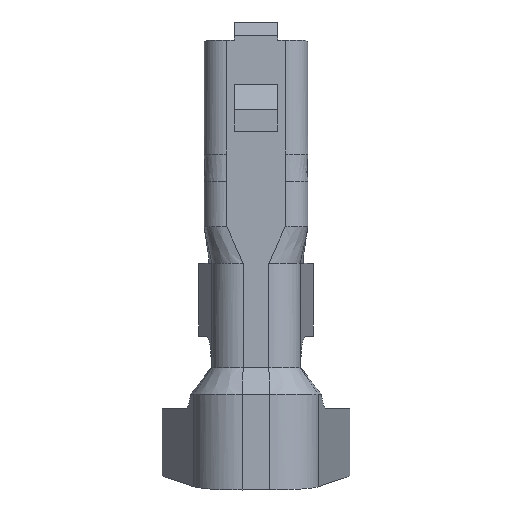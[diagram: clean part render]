
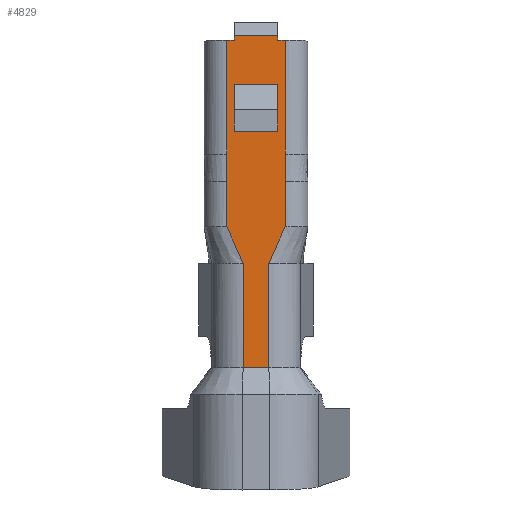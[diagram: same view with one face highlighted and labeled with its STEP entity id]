
A CAD part, front view. The second image highlights one B-rep face of the part: STEP entity #4829.
In plain terms, the highlighted planar face has unit normal (0, -1, 0).
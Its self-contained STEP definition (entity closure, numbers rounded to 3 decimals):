
#15=CARTESIAN_POINT('',(-0.141,-1.74,-2.65));
#17=DIRECTION('',(0.,0.,-1.));
#18=VECTOR('',#17,1.148);
#19=CARTESIAN_POINT('',(-0.141,-1.74,-2.65));
#20=LINE('',#19,#18);
#40=DIRECTION('',(0.,0.,-1.));
#41=VECTOR('',#40,0.5);
#42=CARTESIAN_POINT('',(-0.32,-1.74,-1.75));
#43=LINE('',#42,#41);
#44=CARTESIAN_POINT('',(-0.32,-1.74,-2.25));
#70=DIRECTION('',(0.,0.,-1.));
#71=VECTOR('',#70,1.25);
#72=CARTESIAN_POINT('',(-0.32,-1.74,-0.2));
#73=LINE('',#72,#71);
#93=DIRECTION('',(-1.,0.,0.));
#94=VECTOR('',#93,0.08);
#95=CARTESIAN_POINT('',(0.32,-1.74,-0.2));
#96=LINE('',#95,#94);
#109=DIRECTION('',(-1.,0.,0.));
#110=VECTOR('',#109,0.08);
#111=CARTESIAN_POINT('',(-0.24,-1.74,-0.2));
#112=LINE('',#111,#110);
#1325=DIRECTION('',(1.,0.,0.));
#1326=VECTOR('',#1325,0.48);
#1327=CARTESIAN_POINT('',(-0.24,-1.74,-0.15));
#1328=LINE('',#1327,#1326);
#1329=DIRECTION('',(0.,0.,-1.));
#1330=VECTOR('',#1329,1.25);
#1331=CARTESIAN_POINT('',(0.32,-1.74,-0.2));
#1332=LINE('',#1331,#1330);
#1333=DIRECTION('',(0.,0.,-1.));
#1334=VECTOR('',#1333,0.5);
#1335=CARTESIAN_POINT('',(0.32,-1.74,-1.75));
#1336=LINE('',#1335,#1334);
#1337=DIRECTION('',(0.,0.,-1.));
#1338=VECTOR('',#1337,1.148);
#1339=CARTESIAN_POINT('',(0.141,-1.74,-2.65));
#1340=LINE('',#1339,#1338);
#1341=DIRECTION('',(1.,0.,0.));
#1342=VECTOR('',#1341,0.281);
#1343=CARTESIAN_POINT('',(-0.141,-1.74,
-3.798));
#1344=LINE('',#1343,#1342);
#1345=CARTESIAN_POINT('',(-0.141,-1.74,-2.65));
#1346=CARTESIAN_POINT('',(-0.2,-1.74,-2.517));
#1347=CARTESIAN_POINT('',(-0.26,-1.74,-2.383));
#1348=CARTESIAN_POINT('',(-0.32,-1.74,-2.25));
#1350=CARTESIAN_POINT('',(-0.32,-1.74,-1.75));
#1351=CARTESIAN_POINT('',(-0.32,-1.74,-1.65));
#1352=CARTESIAN_POINT('',(-0.32,-1.74,-1.55));
#1353=CARTESIAN_POINT('',(-0.32,-1.74,-1.45));
#1355=DIRECTION('',(0.,0.,-1.));
#1356=VECTOR('',#1355,0.05);
#1357=CARTESIAN_POINT('',(-0.24,-1.74,-0.15));
#1358=LINE('',#1357,#1356);
#1359=DIRECTION('',(0.,0.,-1.));
#1360=VECTOR('',#1359,0.314);
#1361=CARTESIAN_POINT('',(-0.24,-1.74,-0.886));
#1362=LINE('',#1361,#1360);
#1363=DIRECTION('',(1.,0.,0.));
#1364=VECTOR('',#1363,0.48);
#1365=CARTESIAN_POINT('',(-0.24,-1.74,-1.2));
#1366=LINE('',#1365,#1364);
#1367=DIRECTION('',(0.,0.,-1.));
#1368=VECTOR('',#1367,0.314);
#1369=CARTESIAN_POINT('',(0.24,-1.74,-0.886));
#1370=LINE('',#1369,#1368);
#1371=DIRECTION('',(0.,0.,-1.));
#1372=VECTOR('',#1371,0.205);
#1373=CARTESIAN_POINT('',(0.24,-1.74,-0.682));
#1374=LINE('',#1373,#1372);
#1375=DIRECTION('',(1.,0.,0.));
#1376=VECTOR('',#1375,0.48);
#1377=CARTESIAN_POINT('',(-0.24,-1.74,-0.682));
#1378=LINE('',#1377,#1376);
#1379=DIRECTION('',(0.,0.,-1.));
#1380=VECTOR('',#1379,0.205);
#1381=CARTESIAN_POINT('',(-0.24,-1.74,-0.682));
#1382=LINE('',#1381,#1380);
#1391=DIRECTION('',(0.,0.,-1.));
#1392=VECTOR('',#1391,0.05);
#1393=CARTESIAN_POINT('',(0.24,-1.74,-0.15));
#1394=LINE('',#1393,#1392);
#1423=CARTESIAN_POINT('',(0.32,-1.74,-1.75));
#1424=CARTESIAN_POINT('',(0.32,-1.74,-1.65));
#1425=CARTESIAN_POINT('',(0.32,-1.74,-1.55));
#1426=CARTESIAN_POINT('',(0.32,-1.74,-1.45));
#2113=CARTESIAN_POINT('',(0.141,-1.74,-2.65));
#2138=CARTESIAN_POINT('',(0.141,-1.74,-2.65));
#2139=CARTESIAN_POINT('',(0.2,-1.74,-2.517));
#2140=CARTESIAN_POINT('',(0.26,-1.74,-2.383));
#2141=CARTESIAN_POINT('',(0.32,-1.74,-2.25));
#2171=CARTESIAN_POINT('',(0.32,-1.74,-2.25));
#2445=CARTESIAN_POINT('',(-0.24,-1.74,-0.2));
#2447=VERTEX_POINT('',#2445);
#2448=CARTESIAN_POINT('',(0.24,-1.74,-0.2));
#2450=VERTEX_POINT('',#2448);
#2452=CARTESIAN_POINT('',(0.32,-1.74,-0.2));
#2453=VERTEX_POINT('',#2452);
#2454=CARTESIAN_POINT('',(-0.32,-1.74,-0.2));
#2455=VERTEX_POINT('',#2454);
#2456=CARTESIAN_POINT('',(-0.141,-1.74,-3.798));
#2458=VERTEX_POINT('',#2456);
#2460=CARTESIAN_POINT('',(0.141,-1.74,
-3.798));
#2461=VERTEX_POINT('',#2460);
#2488=VERTEX_POINT('',#44);
#2491=VERTEX_POINT('',#2171);
#2498=VERTEX_POINT('',#15);
#2499=VERTEX_POINT('',#2113);
#2532=CARTESIAN_POINT('',(-0.32,-1.74,-1.45));
#2534=VERTEX_POINT('',#2532);
#2542=CARTESIAN_POINT('',(0.32,-1.74,-1.45));
#2543=VERTEX_POINT('',#2542);
#2572=CARTESIAN_POINT('',(-0.32,-1.74,-1.75));
#2573=VERTEX_POINT('',#2572);
#2574=CARTESIAN_POINT('',(0.32,-1.74,-1.75));
#2576=VERTEX_POINT('',#2574);
#2775=CARTESIAN_POINT('',(0.24,-1.74,-0.15));
#2777=VERTEX_POINT('',#2775);
#2778=CARTESIAN_POINT('',(-0.24,-1.74,-0.15));
#2779=VERTEX_POINT('',#2778);
#2798=CARTESIAN_POINT('',(-0.24,-1.74,-0.682));
#2799=CARTESIAN_POINT('',(0.24,-1.74,-0.682));
#2800=VERTEX_POINT('',#2798);
#2801=VERTEX_POINT('',#2799);
#2802=CARTESIAN_POINT('',(-0.24,-1.74,-0.886));
#2803=CARTESIAN_POINT('',(-0.24,-1.74,-1.2));
#2804=VERTEX_POINT('',#2802);
#2805=VERTEX_POINT('',#2803);
#2806=CARTESIAN_POINT('',(0.24,-1.74,-0.886));
#2807=CARTESIAN_POINT('',(0.24,-1.74,-1.2));
#2808=VERTEX_POINT('',#2806);
#2809=VERTEX_POINT('',#2807);
#4785=CARTESIAN_POINT('',(-0.24,-1.74,0.));
#4786=DIRECTION('',(0.,-1.,0.));
#4787=DIRECTION('',(1.,0.,0.));
#4788=AXIS2_PLACEMENT_3D('',#4785,#4786,#4787);
#4789=PLANE('',#4788);
#4791=ORIENTED_EDGE('',*,*,#4790,.T.);
#4793=ORIENTED_EDGE('',*,*,#4792,.T.);
#4794=ORIENTED_EDGE('',*,*,#3122,.F.);
#4795=ORIENTED_EDGE('',*,*,#3159,.T.);
#4797=ORIENTED_EDGE('',*,*,#4796,.F.);
#4799=ORIENTED_EDGE('',*,*,#4798,.T.);
#4801=ORIENTED_EDGE('',*,*,#4800,.F.);
#4803=ORIENTED_EDGE('',*,*,#4802,.T.);
#4804=ORIENTED_EDGE('',*,*,#4775,.F.);
#4805=ORIENTED_EDGE('',*,*,#2914,.F.);
#4806=ORIENTED_EDGE('',*,*,#2958,.T.);
#4807=ORIENTED_EDGE('',*,*,#2975,.F.);
#4808=ORIENTED_EDGE('',*,*,#3030,.T.);
#4809=ORIENTED_EDGE('',*,*,#3050,.F.);
#4810=ORIENTED_EDGE('',*,*,#3141,.F.);
#4812=ORIENTED_EDGE('',*,*,#4811,.F.);
#4813=EDGE_LOOP('',(#4791,#4793,#4794,#4795,#4797,#4799,#4801,#4803,#4804,#4805,
#4806,#4807,#4808,#4809,#4810,#4812));
#4814=FACE_OUTER_BOUND('',#4813,.F.);
#4816=ORIENTED_EDGE('',*,*,#4815,.T.);
#4818=ORIENTED_EDGE('',*,*,#4817,.T.);
#4820=ORIENTED_EDGE('',*,*,#4819,.F.);
#4822=ORIENTED_EDGE('',*,*,#4821,.F.);
#4824=ORIENTED_EDGE('',*,*,#4823,.F.);
#4826=ORIENTED_EDGE('',*,*,#4825,.T.);
#4827=EDGE_LOOP('',(#4816,#4818,#4820,#4822,#4824,#4826));
#4828=FACE_BOUND('',#4827,.F.);
#4829=ADVANCED_FACE('',(#4814,#4828),#4789,.T.);
#1349=B_SPLINE_CURVE_WITH_KNOTS('',3,(#1345,#1346,#1347,#1348),.UNSPECIFIED.,
.F.,.F.,(4,4),(0.,1.),.UNSPECIFIED.);
#1354=B_SPLINE_CURVE_WITH_KNOTS('',3,(#1350,#1351,#1352,#1353),.UNSPECIFIED.,
.F.,.F.,(4,4),(0.,1.),.UNSPECIFIED.);
#1427=B_SPLINE_CURVE_WITH_KNOTS('',3,(#1423,#1424,#1425,#1426),.UNSPECIFIED.,
.F.,.F.,(4,4),(0.,1.),.UNSPECIFIED.);
#2142=B_SPLINE_CURVE_WITH_KNOTS('',3,(#2138,#2139,#2140,#2141),.UNSPECIFIED.,
.F.,.F.,(4,4),(0.,1.),.UNSPECIFIED.);
#2914=EDGE_CURVE('',#2498,#2458,#20,.T.);
#2958=EDGE_CURVE('',#2498,#2488,#1349,.T.);
#2975=EDGE_CURVE('',#2573,#2488,#43,.T.);
#3030=EDGE_CURVE('',#2573,#2534,#1354,.T.);
#3050=EDGE_CURVE('',#2455,#2534,#73,.T.);
#3122=EDGE_CURVE('',#2453,#2450,#96,.T.);
#3141=EDGE_CURVE('',#2447,#2455,#112,.T.);
#3159=EDGE_CURVE('',#2453,#2543,#1332,.T.);
#4775=EDGE_CURVE('',#2458,#2461,#1344,.T.);
#4790=EDGE_CURVE('',#2779,#2777,#1328,.T.);
#4792=EDGE_CURVE('',#2777,#2450,#1394,.T.);
#4796=EDGE_CURVE('',#2576,#2543,#1427,.T.);
#4798=EDGE_CURVE('',#2576,#2491,#1336,.T.);
#4800=EDGE_CURVE('',#2499,#2491,#2142,.T.);
#4802=EDGE_CURVE('',#2499,#2461,#1340,.T.);
#4811=EDGE_CURVE('',#2779,#2447,#1358,.T.);
#4815=EDGE_CURVE('',#2804,#2805,#1362,.T.);
#4817=EDGE_CURVE('',#2805,#2809,#1366,.T.);
#4819=EDGE_CURVE('',#2808,#2809,#1370,.T.);
#4821=EDGE_CURVE('',#2801,#2808,#1374,.T.);
#4823=EDGE_CURVE('',#2800,#2801,#1378,.T.);
#4825=EDGE_CURVE('',#2800,#2804,#1382,.T.);
